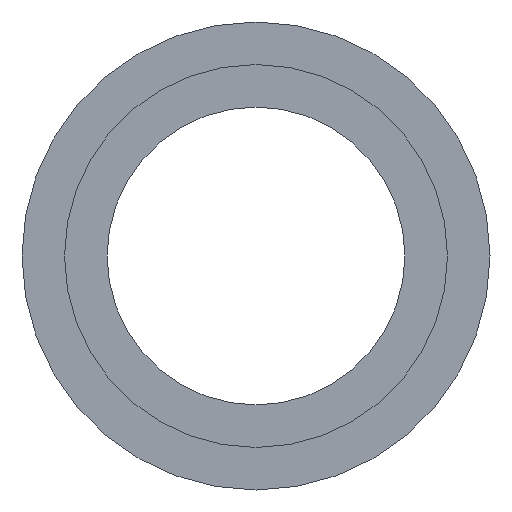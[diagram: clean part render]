
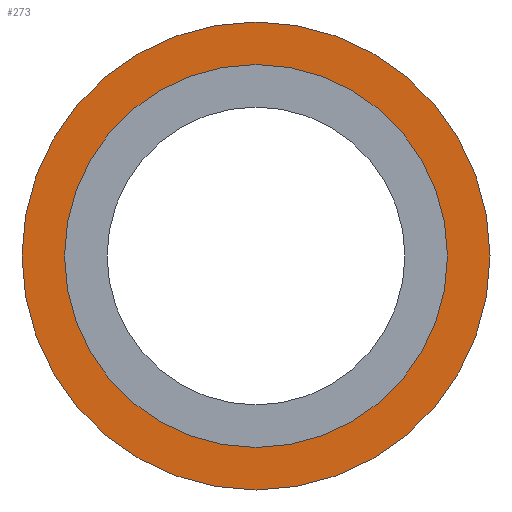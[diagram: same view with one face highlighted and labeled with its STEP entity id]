
A CAD part, front view. The second image highlights one B-rep face of the part: STEP entity #273.
In plain terms, the highlighted planar face has unit normal (0, -1, 0).
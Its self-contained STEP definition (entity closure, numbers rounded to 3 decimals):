
#1 = VERTEX_POINT ( 'NONE', #196 ) ;
#24 = EDGE_LOOP ( 'NONE', ( #257, #116 ) ) ;
#26 = CARTESIAN_POINT ( 'NONE',  ( -33., 0., 0. ) ) ;
#46 = DIRECTION ( 'NONE',  ( 0., 0., 1. ) ) ;
#61 = AXIS2_PLACEMENT_3D ( 'NONE', #26, #192, #271 ) ;
#76 = ORIENTED_EDGE ( 'NONE', *, *, #94, .F. ) ;
#77 = FACE_OUTER_BOUND ( 'NONE', #86, .T. ) ;
#85 = AXIS2_PLACEMENT_3D ( 'NONE', #318, #197, #46 ) ;
#86 = EDGE_LOOP ( 'NONE', ( #76, #312 ) ) ;
#93 = CARTESIAN_POINT ( 'NONE',  ( 0., 0., 33. ) ) ;
#94 = EDGE_CURVE ( 'NONE', #302, #253, #132, .T. ) ;
#101 = CARTESIAN_POINT ( 'NONE',  ( 0., 0., -33. ) ) ;
#102 = AXIS2_PLACEMENT_3D ( 'NONE', #295, #321, #148 ) ;
#116 = ORIENTED_EDGE ( 'NONE', *, *, #239, .T. ) ;
#126 = AXIS2_PLACEMENT_3D ( 'NONE', #282, #238, #147 ) ;
#132 = CIRCLE ( 'NONE', #102, 33. ) ;
#134 = DIRECTION ( 'NONE',  ( 0., 1., 0. ) ) ;
#147 = DIRECTION ( 'NONE',  ( 0., 0., 1. ) ) ;
#148 = DIRECTION ( 'NONE',  ( 0., 0., 1. ) ) ;
#154 = CIRCLE ( 'NONE', #335, 27. ) ;
#160 = DIRECTION ( 'NONE',  ( 0., 0., 1. ) ) ;
#161 = FACE_BOUND ( 'NONE', #24, .T. ) ;
#162 = EDGE_CURVE ( 'NONE', #253, #302, #184, .T. ) ;
#169 = CARTESIAN_POINT ( 'NONE',  ( 0., 0., 0. ) ) ;
#184 = CIRCLE ( 'NONE', #85, 33. ) ;
#192 = DIRECTION ( 'NONE',  ( 0., -1., 0. ) ) ;
#196 = CARTESIAN_POINT ( 'NONE',  ( 0., 0., -27. ) ) ;
#197 = DIRECTION ( 'NONE',  ( 0., 1., 0. ) ) ;
#217 = PLANE ( 'NONE',  #61 ) ;
#238 = DIRECTION ( 'NONE',  ( 0., 1., 0. ) ) ;
#239 = EDGE_CURVE ( 'NONE', #1, #305, #154, .T. ) ;
#253 = VERTEX_POINT ( 'NONE', #101 ) ;
#257 = ORIENTED_EDGE ( 'NONE', *, *, #352, .T. ) ;
#271 = DIRECTION ( 'NONE',  ( 0., 0., -1. ) ) ;
#273 = ADVANCED_FACE ( 'NONE', ( #161, #77 ), #217, .T. ) ;
#279 = CIRCLE ( 'NONE', #126, 27. ) ;
#282 = CARTESIAN_POINT ( 'NONE',  ( 0., 0., 0. ) ) ;
#295 = CARTESIAN_POINT ( 'NONE',  ( 0., 0., 0. ) ) ;
#302 = VERTEX_POINT ( 'NONE', #93 ) ;
#305 = VERTEX_POINT ( 'NONE', #359 ) ;
#312 = ORIENTED_EDGE ( 'NONE', *, *, #162, .F. ) ;
#318 = CARTESIAN_POINT ( 'NONE',  ( 0., 0., 0. ) ) ;
#321 = DIRECTION ( 'NONE',  ( 0., 1., 0. ) ) ;
#335 = AXIS2_PLACEMENT_3D ( 'NONE', #169, #134, #160 ) ;
#352 = EDGE_CURVE ( 'NONE', #305, #1, #279, .T. ) ;
#359 = CARTESIAN_POINT ( 'NONE',  ( 0., 0., 27. ) ) ;
